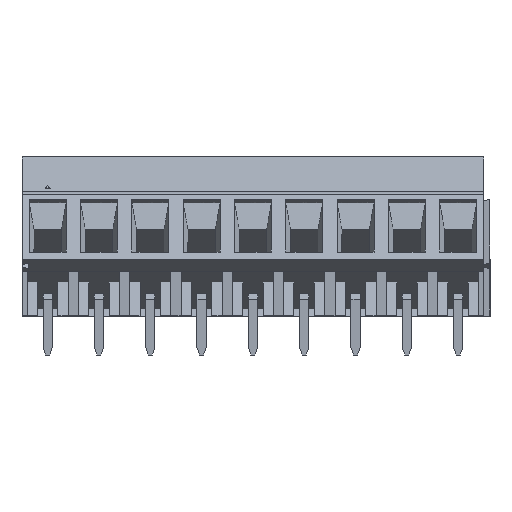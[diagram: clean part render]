
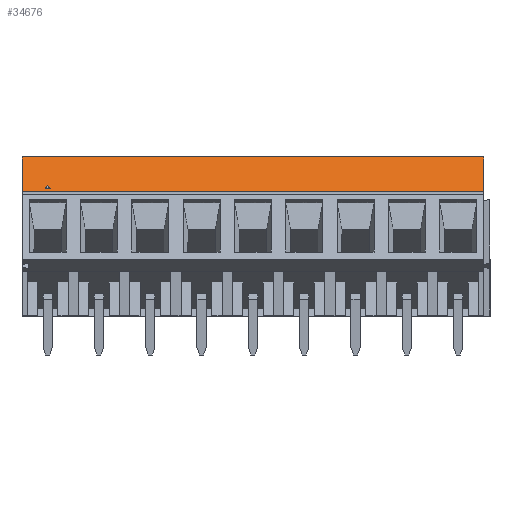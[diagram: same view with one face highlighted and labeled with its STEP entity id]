
A CAD part, top view. The second image highlights one B-rep face of the part: STEP entity #34676.
In plain terms, the highlighted planar face has unit normal (0, 0.73, 0.684).
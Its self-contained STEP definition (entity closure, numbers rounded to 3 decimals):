
#2964 = VERTEX_POINT ( 'NONE', #3859 ) ;
#3300 = VERTEX_POINT ( 'NONE', #37230 ) ;
#3303 = VERTEX_POINT ( 'NONE', #5729 ) ;
#3859 = CARTESIAN_POINT ( 'NONE',  ( 45., 11.927, 7.909 ) ) ;
#5161 = PLANE ( 'NONE',  #9436 ) ;
#5729 = CARTESIAN_POINT ( 'NONE',  ( 2.25, 12.405, 7.398 ) ) ;
#6386 = CARTESIAN_POINT ( 'NONE',  ( 45., 15.5, 4.096 ) ) ;
#6946 = EDGE_CURVE ( 'NONE', #2964, #17698, #12273, .T. ) ;
#7907 = DIRECTION ( 'NONE',  ( 0., -0.684, 0.73 ) ) ;
#8324 = DIRECTION ( 'NONE',  ( -0.447, -0.612, 0.653 ) ) ;
#9381 = VECTOR ( 'NONE', #12766, 1000. ) ;
#9436 = AXIS2_PLACEMENT_3D ( 'NONE', #21910, #18487, #7907 ) ;
#9601 = DIRECTION ( 'NONE',  ( -0.447, 0.612, -0.653 ) ) ;
#9776 = VECTOR ( 'NONE', #44141, 1000. ) ;
#10860 = VERTEX_POINT ( 'NONE', #31658 ) ;
#11790 = LINE ( 'NONE', #35475, #33788 ) ;
#11834 = FACE_OUTER_BOUND ( 'NONE', #32268, .T. ) ;
#11871 = CARTESIAN_POINT ( 'NONE',  ( 0., 15.5, 4.096 ) ) ;
#12125 = CARTESIAN_POINT ( 'NONE',  ( 0., 11.927, 7.909 ) ) ;
#12273 = LINE ( 'NONE', #35366, #24370 ) ;
#12552 = CARTESIAN_POINT ( 'NONE',  ( 2.25, 12.405, 7.398 ) ) ;
#12766 = DIRECTION ( 'NONE',  ( 1., 0., 0. ) ) ;
#13435 = VECTOR ( 'NONE', #9601, 1000. ) ;
#13512 = DIRECTION ( 'NONE',  ( -1., 0., 0. ) ) ;
#13798 = VERTEX_POINT ( 'NONE', #22399 ) ;
#16990 = DIRECTION ( 'NONE',  ( -1., 0., 0. ) ) ;
#17166 = CARTESIAN_POINT ( 'NONE',  ( 0., 15.5, 4.096 ) ) ;
#17698 = VERTEX_POINT ( 'NONE', #12125 ) ;
#17860 = LINE ( 'NONE', #17166, #20464 ) ;
#18279 = EDGE_LOOP ( 'NONE', ( #31899, #24482, #22364 ) ) ;
#18487 = DIRECTION ( 'NONE',  ( 0., 0.73, 0.684 ) ) ;
#18565 = ORIENTED_EDGE ( 'NONE', *, *, #6946, .F. ) ;
#19124 = EDGE_CURVE ( 'NONE', #3300, #13798, #38095, .T. ) ;
#20452 = ORIENTED_EDGE ( 'NONE', *, *, #37150, .T. ) ;
#20464 = VECTOR ( 'NONE', #35137, 1000. ) ;
#21446 = ORIENTED_EDGE ( 'NONE', *, *, #25702, .T. ) ;
#21910 = CARTESIAN_POINT ( 'NONE',  ( 45., 15.5, 4.096 ) ) ;
#22364 = ORIENTED_EDGE ( 'NONE', *, *, #19124, .F. ) ;
#22399 = CARTESIAN_POINT ( 'NONE',  ( 2.5, 12.747, 7.033 ) ) ;
#22819 = EDGE_CURVE ( 'NONE', #17698, #30846, #17860, .T. ) ;
#22890 = VECTOR ( 'NONE', #16990, 1000. ) ;
#23430 = CARTESIAN_POINT ( 'NONE',  ( 45., 15.5, 4.096 ) ) ;
#24370 = VECTOR ( 'NONE', #13512, 1000. ) ;
#24482 = ORIENTED_EDGE ( 'NONE', *, *, #44548, .F. ) ;
#25702 = EDGE_CURVE ( 'NONE', #2964, #10860, #44565, .T. ) ;
#30307 = ORIENTED_EDGE ( 'NONE', *, *, #22819, .F. ) ;
#30846 = VERTEX_POINT ( 'NONE', #11871 ) ;
#31658 = CARTESIAN_POINT ( 'NONE',  ( 45., 15.5, 4.096 ) ) ;
#31899 = ORIENTED_EDGE ( 'NONE', *, *, #33879, .F. ) ;
#32268 = EDGE_LOOP ( 'NONE', ( #30307, #18565, #21446, #20452 ) ) ;
#33788 = VECTOR ( 'NONE', #8324, 1000. ) ;
#33879 = EDGE_CURVE ( 'NONE', #3303, #3300, #36923, .T. ) ;
#34676 = ADVANCED_FACE ( 'NONE', ( #36211, #11834 ), #5161, .T. ) ;
#35137 = DIRECTION ( 'NONE',  ( 0., 0.684, -0.73 ) ) ;
#35366 = CARTESIAN_POINT ( 'NONE',  ( 45., 11.927, 7.909 ) ) ;
#35475 = CARTESIAN_POINT ( 'NONE',  ( 2.5, 12.747, 7.033 ) ) ;
#36211 = FACE_BOUND ( 'NONE', #18279, .T. ) ;
#36923 = LINE ( 'NONE', #12552, #9381 ) ;
#37150 = EDGE_CURVE ( 'NONE', #10860, #30846, #37271, .T. ) ;
#37230 = CARTESIAN_POINT ( 'NONE',  ( 2.75, 12.405, 7.398 ) ) ;
#37271 = LINE ( 'NONE', #23430, #22890 ) ;
#38095 = LINE ( 'NONE', #44764, #13435 ) ;
#44141 = DIRECTION ( 'NONE',  ( 0., 0.684, -0.73 ) ) ;
#44548 = EDGE_CURVE ( 'NONE', #13798, #3303, #11790, .T. ) ;
#44565 = LINE ( 'NONE', #6386, #9776 ) ;
#44764 = CARTESIAN_POINT ( 'NONE',  ( 2.75, 12.405, 7.398 ) ) ;
